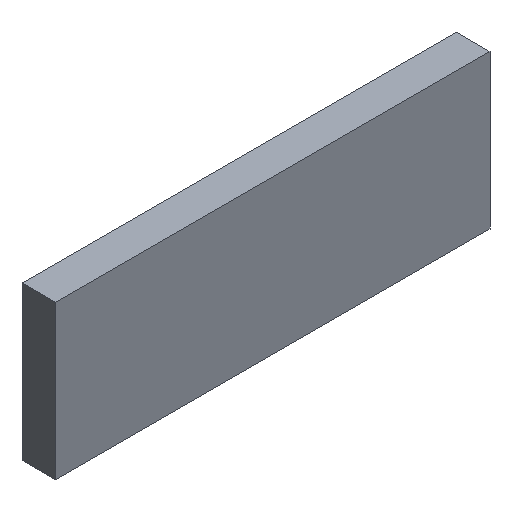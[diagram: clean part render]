
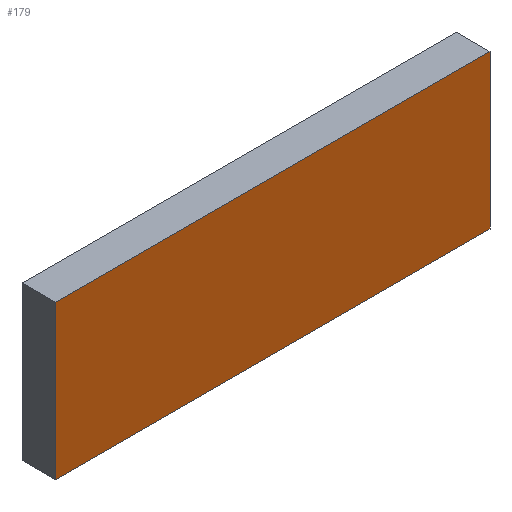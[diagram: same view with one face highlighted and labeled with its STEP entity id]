
A CAD part, isometric view. The second image highlights one B-rep face of the part: STEP entity #179.
In plain terms, the highlighted planar face has unit normal (0, -1, 0).
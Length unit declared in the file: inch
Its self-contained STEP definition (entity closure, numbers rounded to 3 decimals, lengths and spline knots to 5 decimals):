
#2 = ORIENTED_EDGE ( 'NONE', *, *, #57, .F. ) ;
#6 = CARTESIAN_POINT ( 'NONE',  ( 0., 0., 0. ) ) ;
#11 = LINE ( 'NONE', #6, #94 ) ;
#20 = EDGE_LOOP ( 'NONE', ( #147, #148, #2, #35 ) ) ;
#24 = CARTESIAN_POINT ( 'NONE',  ( 22.62, 0., -8. ) ) ;
#31 = DIRECTION ( 'NONE',  ( 0., 0., -1. ) ) ;
#33 = VECTOR ( 'NONE', #79, 39.37008 ) ;
#35 = ORIENTED_EDGE ( 'NONE', *, *, #46, .F. ) ;
#37 = CARTESIAN_POINT ( 'NONE',  ( 22.62, 0., 0. ) ) ;
#39 = CARTESIAN_POINT ( 'NONE',  ( 22.62, 0., 0. ) ) ;
#43 = AXIS2_PLACEMENT_3D ( 'NONE', #193, #143, #31 ) ;
#46 = EDGE_CURVE ( 'NONE', #178, #118, #56, .T. ) ;
#51 = VECTOR ( 'NONE', #188, 39.37008 ) ;
#55 = CARTESIAN_POINT ( 'NONE',  ( 0., 0., -8. ) ) ;
#56 = LINE ( 'NONE', #123, #51 ) ;
#57 = EDGE_CURVE ( 'NONE', #118, #60, #112, .T. ) ;
#60 = VERTEX_POINT ( 'NONE', #24 ) ;
#65 = DIRECTION ( 'NONE',  ( 0., 0., 1. ) ) ;
#79 = DIRECTION ( 'NONE',  ( -1., 0., 0. ) ) ;
#93 = VECTOR ( 'NONE', #106, 39.37008 ) ;
#94 = VECTOR ( 'NONE', #65, 39.37008 ) ;
#96 = CARTESIAN_POINT ( 'NONE',  ( 0., 0., -8. ) ) ;
#106 = DIRECTION ( 'NONE',  ( 0., 0., -1. ) ) ;
#112 = LINE ( 'NONE', #39, #93 ) ;
#118 = VERTEX_POINT ( 'NONE', #37 ) ;
#122 = EDGE_CURVE ( 'NONE', #134, #178, #11, .T. ) ;
#123 = CARTESIAN_POINT ( 'NONE',  ( 0., 0., 0. ) ) ;
#129 = EDGE_CURVE ( 'NONE', #60, #134, #187, .T. ) ;
#134 = VERTEX_POINT ( 'NONE', #55 ) ;
#143 = DIRECTION ( 'NONE',  ( 0., -1., 0. ) ) ;
#147 = ORIENTED_EDGE ( 'NONE', *, *, #122, .F. ) ;
#148 = ORIENTED_EDGE ( 'NONE', *, *, #129, .F. ) ;
#168 = CARTESIAN_POINT ( 'NONE',  ( 0., 0., 0. ) ) ;
#178 = VERTEX_POINT ( 'NONE', #168 ) ;
#179 = ADVANCED_FACE ( 'NONE', ( #191 ), #189, .T. ) ;
#187 = LINE ( 'NONE', #96, #33 ) ;
#188 = DIRECTION ( 'NONE',  ( 1., 0., 0. ) ) ;
#189 = PLANE ( 'NONE',  #43 ) ;
#191 = FACE_OUTER_BOUND ( 'NONE', #20, .T. ) ;
#193 = CARTESIAN_POINT ( 'NONE',  ( 0., 0., 0. ) ) ;
